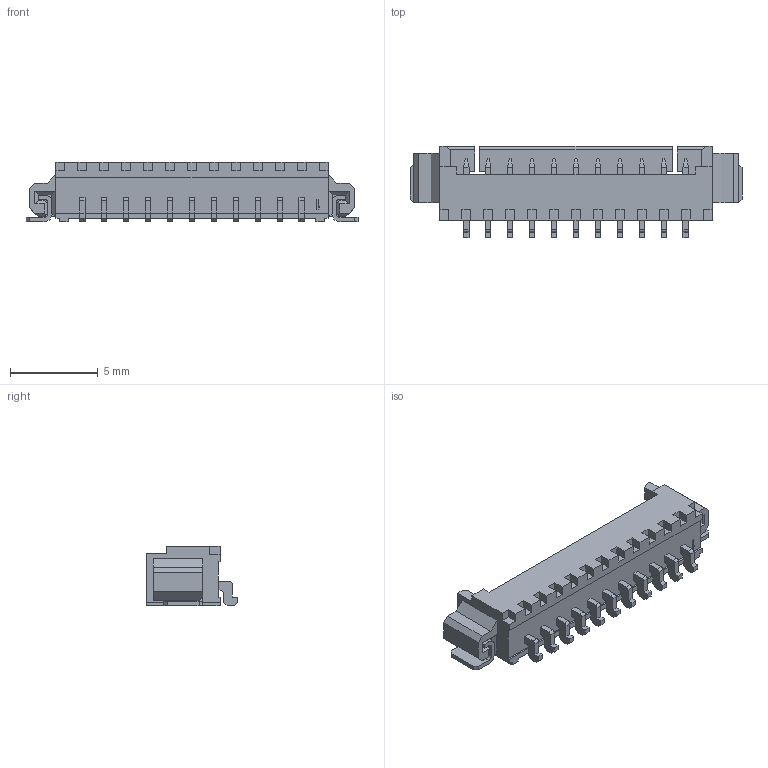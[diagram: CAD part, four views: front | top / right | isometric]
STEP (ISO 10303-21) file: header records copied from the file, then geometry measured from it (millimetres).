
FILE_DESCRIPTION((''),'2;1');
FILE_NAME('532611171','2019-05-09T',('gga'),(''),'PRO/ENGINEER BY PARAMETRIC TECHNOLOGY CORPORATION, 2016010','PRO/ENGINEER BY PARAMETRIC TECHNOLOGY CORPORATION, 2016010','');
FILE_SCHEMA(('CONFIG_CONTROL_DESIGN'));
Length unit declared in the file: millimetre
Products named in the file (1): 532611171
Bounding box: 18.9 x 5.2 x 3.4 mm (x, y, z)
Volume: 114.5 mm3; surface area: 456.9 mm2
Topology: 1 solids, 1 shells, 450 faces, 1283 edges, 852 vertices
Faces by surface type: plane 420, cylinder 30
Entity records: 14309 total; most frequent: CARTESIAN_POINT 2540, ORIENTED_EDGE 2462, DIRECTION 2243, EDGE_CURVE 1231, VECTOR 1221, LINE 1221, VERTEX_POINT 800, AXIS2_PLACEMENT_3D 511
